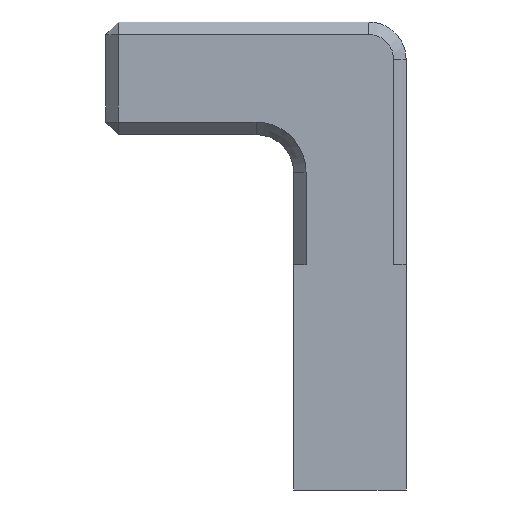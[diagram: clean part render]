
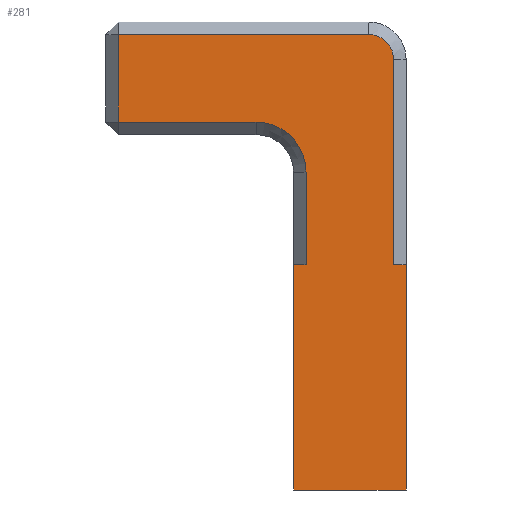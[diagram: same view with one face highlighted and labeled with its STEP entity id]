
A CAD part, left-side view. The second image highlights one B-rep face of the part: STEP entity #281.
In plain terms, the highlighted planar face has unit normal (-1, 0, 0).
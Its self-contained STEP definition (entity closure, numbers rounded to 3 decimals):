
#12 = CARTESIAN_POINT ( 'NONE',  ( -2.3, 9.75, 18.2 ) ) ;
#14 = ORIENTED_EDGE ( 'NONE', *, *, #694, .T. ) ;
#33 = DIRECTION ( 'NONE',  ( 0., -1., 0. ) ) ;
#49 = DIRECTION ( 'NONE',  ( 1., 0., 0. ) ) ;
#55 = LINE ( 'NONE', #135, #397 ) ;
#75 = LINE ( 'NONE', #394, #358 ) ;
#83 = CIRCLE ( 'NONE', #862, 2. ) ;
#130 = VERTEX_POINT ( 'NONE', #472 ) ;
#135 = CARTESIAN_POINT ( 'NONE',  ( -2.3, -1.75, 14.2 ) ) ;
#143 = VECTOR ( 'NONE', #33, 1000. ) ;
#155 = ORIENTED_EDGE ( 'NONE', *, *, #201, .T. ) ;
#164 = LINE ( 'NONE', #12, #841 ) ;
#169 = CARTESIAN_POINT ( 'NONE',  ( -2.3, 1.75, 12.7 ) ) ;
#178 = VECTOR ( 'NONE', #935, 1000. ) ;
#186 = DIRECTION ( 'NONE',  ( 0., 0., -1. ) ) ;
#189 = CARTESIAN_POINT ( 'NONE',  ( -2.3, 0., 9. ) ) ;
#201 = EDGE_CURVE ( 'NONE', #1025, #454, #325, .T. ) ;
#216 = EDGE_CURVE ( 'NONE', #398, #251, #164, .T. ) ;
#220 = CARTESIAN_POINT ( 'NONE',  ( -2.3, -1.75, 9. ) ) ;
#234 = CARTESIAN_POINT ( 'NONE',  ( -2.3, 3.75, 14.7 ) ) ;
#240 = EDGE_CURVE ( 'NONE', #698, #1031, #75, .T. ) ;
#251 = VERTEX_POINT ( 'NONE', #329 ) ;
#252 = ORIENTED_EDGE ( 'NONE', *, *, #1011, .F. ) ;
#261 = VERTEX_POINT ( 'NONE', #650 ) ;
#272 = ORIENTED_EDGE ( 'NONE', *, *, #672, .F. ) ;
#273 = CARTESIAN_POINT ( 'NONE',  ( -2.3, -0.75, 17.2 ) ) ;
#276 = CARTESIAN_POINT ( 'NONE',  ( -2.3, -2.25, 18.701 ) ) ;
#281 = ADVANCED_FACE ( 'NONE', ( #981 ), #566, .F. ) ;
#283 = CARTESIAN_POINT ( 'NONE',  ( -2.3, 2.25, 0. ) ) ;
#288 = ORIENTED_EDGE ( 'NONE', *, *, #979, .T. ) ;
#293 = LINE ( 'NONE', #276, #600 ) ;
#310 = VECTOR ( 'NONE', #314, 1000. ) ;
#313 = EDGE_CURVE ( 'NONE', #251, #1025, #396, .T. ) ;
#314 = DIRECTION ( 'NONE',  ( 0., -1., 0. ) ) ;
#325 = LINE ( 'NONE', #234, #925 ) ;
#329 = CARTESIAN_POINT ( 'NONE',  ( -2.3, 9.25, 18.2 ) ) ;
#346 = ORIENTED_EDGE ( 'NONE', *, *, #240, .T. ) ;
#358 = VECTOR ( 'NONE', #975, 1000. ) ;
#360 = EDGE_CURVE ( 'NONE', #698, #130, #453, .T. ) ;
#370 = CARTESIAN_POINT ( 'NONE',  ( -2.3, 0., 0. ) ) ;
#373 = CARTESIAN_POINT ( 'NONE',  ( -2.3, -0.75, 18.2 ) ) ;
#381 = LINE ( 'NONE', #370, #178 ) ;
#394 = CARTESIAN_POINT ( 'NONE',  ( -2.3, 2.25, 18.701 ) ) ;
#396 = LINE ( 'NONE', #532, #788 ) ;
#397 = VECTOR ( 'NONE', #522, 1000. ) ;
#398 = VERTEX_POINT ( 'NONE', #373 ) ;
#403 = CARTESIAN_POINT ( 'NONE',  ( -2.3, 3.75, 14.7 ) ) ;
#416 = EDGE_LOOP ( 'NONE', ( #14, #441, #346, #252, #721, #272, #937, #562, #623, #773, #155, #288 ) ) ;
#436 = LINE ( 'NONE', #857, #757 ) ;
#441 = ORIENTED_EDGE ( 'NONE', *, *, #360, .F. ) ;
#442 = DIRECTION ( 'NONE',  ( 0., 1., 0. ) ) ;
#453 = LINE ( 'NONE', #720, #310 ) ;
#454 = VERTEX_POINT ( 'NONE', #403 ) ;
#462 = VERTEX_POINT ( 'NONE', #169 ) ;
#472 = CARTESIAN_POINT ( 'NONE',  ( -2.3, 1.75, 9. ) ) ;
#481 = DIRECTION ( 'NONE',  ( 0., 1., 0. ) ) ;
#486 = CARTESIAN_POINT ( 'NONE',  ( -2.3, 2.25, 14.2 ) ) ;
#522 = DIRECTION ( 'NONE',  ( 0., 0., 1. ) ) ;
#528 = VERTEX_POINT ( 'NONE', #647 ) ;
#532 = CARTESIAN_POINT ( 'NONE',  ( -2.3, 9.25, 14.2 ) ) ;
#554 = DIRECTION ( 'NONE',  ( 0., -1., 0. ) ) ;
#562 = ORIENTED_EDGE ( 'NONE', *, *, #849, .T. ) ;
#566 = PLANE ( 'NONE',  #1053 ) ;
#600 = VECTOR ( 'NONE', #186, 1000. ) ;
#623 = ORIENTED_EDGE ( 'NONE', *, *, #216, .T. ) ;
#647 = CARTESIAN_POINT ( 'NONE',  ( -2.3, -2.25, 9. ) ) ;
#650 = CARTESIAN_POINT ( 'NONE',  ( -2.3, -2.25, 0. ) ) ;
#655 = AXIS2_PLACEMENT_3D ( 'NONE', #273, #753, #668 ) ;
#668 = DIRECTION ( 'NONE',  ( 0., 1., 0. ) ) ;
#672 = EDGE_CURVE ( 'NONE', #1004, #528, #695, .T. ) ;
#690 = CARTESIAN_POINT ( 'NONE',  ( -2.3, 9.25, 14.7 ) ) ;
#694 = EDGE_CURVE ( 'NONE', #462, #130, #436, .T. ) ;
#695 = LINE ( 'NONE', #189, #143 ) ;
#698 = VERTEX_POINT ( 'NONE', #939 ) ;
#709 = CIRCLE ( 'NONE', #655, 1. ) ;
#720 = CARTESIAN_POINT ( 'NONE',  ( -2.3, 0., 9. ) ) ;
#721 = ORIENTED_EDGE ( 'NONE', *, *, #749, .F. ) ;
#735 = DIRECTION ( 'NONE',  ( 0., 1., 0. ) ) ;
#749 = EDGE_CURVE ( 'NONE', #528, #261, #293, .T. ) ;
#753 = DIRECTION ( 'NONE',  ( -1., 0., 0. ) ) ;
#757 = VECTOR ( 'NONE', #1030, 1000. ) ;
#767 = CARTESIAN_POINT ( 'NONE',  ( -2.3, -1.75, 17.2 ) ) ;
#773 = ORIENTED_EDGE ( 'NONE', *, *, #313, .T. ) ;
#788 = VECTOR ( 'NONE', #865, 1000. ) ;
#817 = DIRECTION ( 'NONE',  ( 1., 0., 0. ) ) ;
#841 = VECTOR ( 'NONE', #481, 1000. ) ;
#849 = EDGE_CURVE ( 'NONE', #977, #398, #709, .T. ) ;
#857 = CARTESIAN_POINT ( 'NONE',  ( -2.3, 1.75, 14.2 ) ) ;
#862 = AXIS2_PLACEMENT_3D ( 'NONE', #1038, #49, #442 ) ;
#865 = DIRECTION ( 'NONE',  ( 0., 0., -1. ) ) ;
#925 = VECTOR ( 'NONE', #554, 1000. ) ;
#935 = DIRECTION ( 'NONE',  ( 0., 1., 0. ) ) ;
#937 = ORIENTED_EDGE ( 'NONE', *, *, #1016, .T. ) ;
#939 = CARTESIAN_POINT ( 'NONE',  ( -2.3, 2.25, 9. ) ) ;
#975 = DIRECTION ( 'NONE',  ( 0., 0., -1. ) ) ;
#977 = VERTEX_POINT ( 'NONE', #767 ) ;
#979 = EDGE_CURVE ( 'NONE', #454, #462, #83, .T. ) ;
#981 = FACE_OUTER_BOUND ( 'NONE', #416, .T. ) ;
#1004 = VERTEX_POINT ( 'NONE', #220 ) ;
#1011 = EDGE_CURVE ( 'NONE', #261, #1031, #381, .T. ) ;
#1016 = EDGE_CURVE ( 'NONE', #1004, #977, #55, .T. ) ;
#1025 = VERTEX_POINT ( 'NONE', #690 ) ;
#1030 = DIRECTION ( 'NONE',  ( 0., 0., -1. ) ) ;
#1031 = VERTEX_POINT ( 'NONE', #283 ) ;
#1038 = CARTESIAN_POINT ( 'NONE',  ( -2.3, 3.75, 12.7 ) ) ;
#1053 = AXIS2_PLACEMENT_3D ( 'NONE', #486, #817, #735 ) ;
